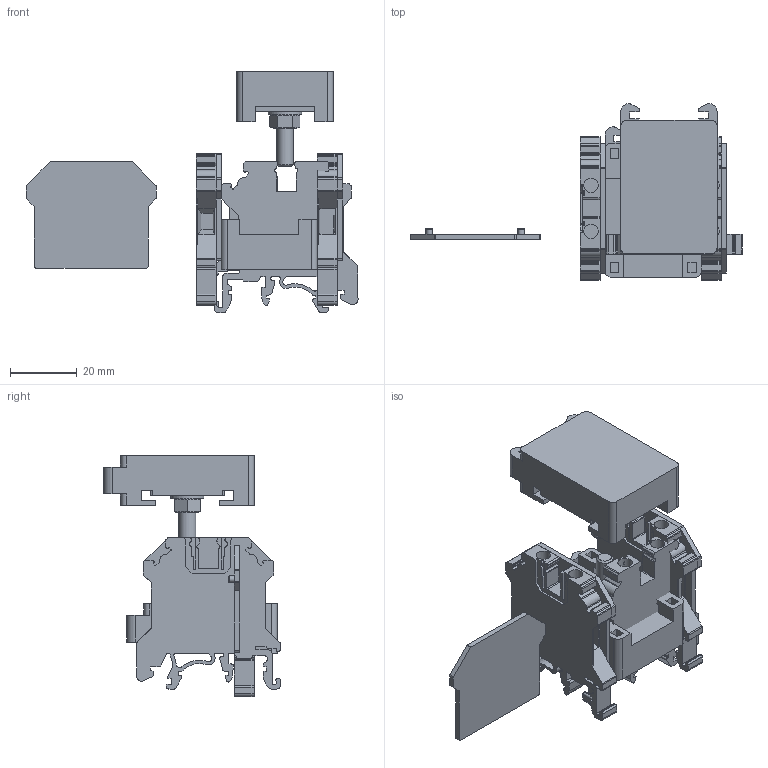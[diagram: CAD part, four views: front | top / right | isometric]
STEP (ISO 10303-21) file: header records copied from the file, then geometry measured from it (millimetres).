
FILE_DESCRIPTION( ( 'Unknown' ), '1' );
FILE_NAME( 'CDB4-1.stp', 'Unknown', ( 'Unknown' ), ( 'Unknown' ), 'PSStep 14.0', 'Unknown', ' ' );
FILE_SCHEMA( ( 'AUTOMOTIVE_DESIGN { 1 0 10303 214 1 1 1 1 }' ) );
Length unit declared in the file: millimetre
Products named in the file (4): Assem1; CTS4UN; EPCTS4UN; BASE FOR CDB
Bounding box: 99.39 x 52.82 x 72.17 mm (x, y, z)
Volume: 54012.4 mm3; surface area: 32335.1 mm2
Topology: 8 solids, 8 shells, 1034 faces, 2944 edges, 1952 vertices
Faces by surface type: plane 588, cylinder 434, torus 10, cone 2
Full cylindrical faces by diameter (mm): 2 x6, 4.3 x6, 5 x2, 10 x2
Entity records: 15364 total; most frequent: CARTESIAN_POINT 2296, DIRECTION 2110, ORIENTED_EDGE 2106, EDGE_CURVE 1053, LINE 736, VECTOR 736, VERTEX_POINT 705, AXIS2_PLACEMENT_3D 687
